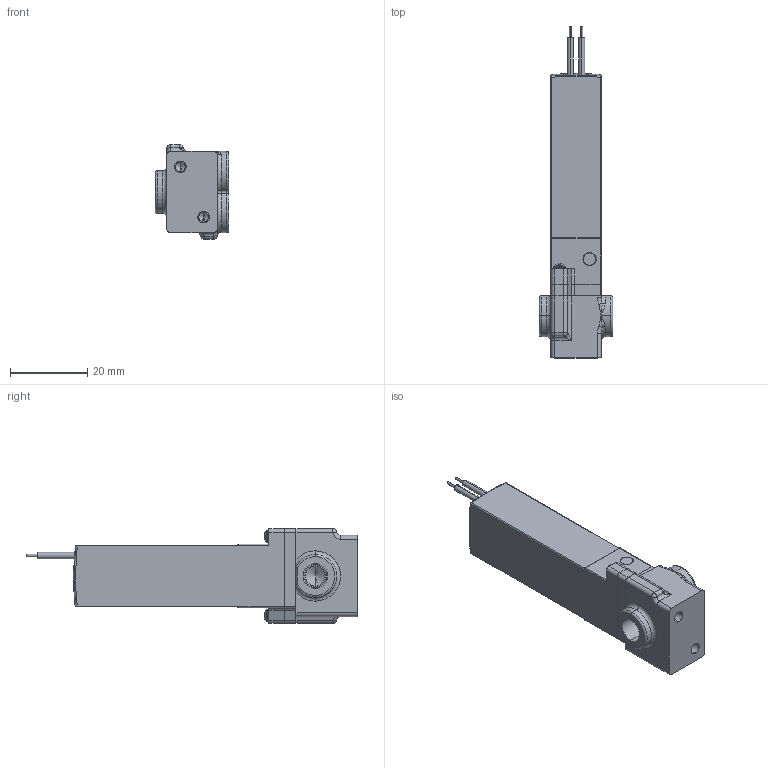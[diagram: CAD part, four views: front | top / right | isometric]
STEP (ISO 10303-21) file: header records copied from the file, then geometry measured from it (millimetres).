
FILE_DESCRIPTION (( 'STEP AP203' ), '1' );
FILE_NAME ('20-019425.step', '2022-03-22T13:18:29', ( '' ), ( '' ), 'SwSTEP 2.0', 'SolidWorks 2021', '' );
FILE_SCHEMA (( 'CONFIG_CONTROL_DESIGN' ));
Length unit declared in the file: millimetre
Products named in the file (1): 20-019425
Bounding box: 19 x 85.72 x 24.5 mm (x, y, z)
Volume: 16832 mm3; surface area: 7427.6 mm2
Topology: 8 solids, 8 shells, 434 faces, 1076 edges, 670 vertices
Faces by surface type: plane 173, cylinder 127, bspline 61, torus 29, cone 28, sphere 16
Entity records: 15800 total; most frequent: CARTESIAN_POINT 5753, ORIENTED_EDGE 2106, DIRECTION 2011, EDGE_CURVE 1053, AXIS2_PLACEMENT_3D 746, VERTEX_POINT 670, VECTOR 519, LINE 519
